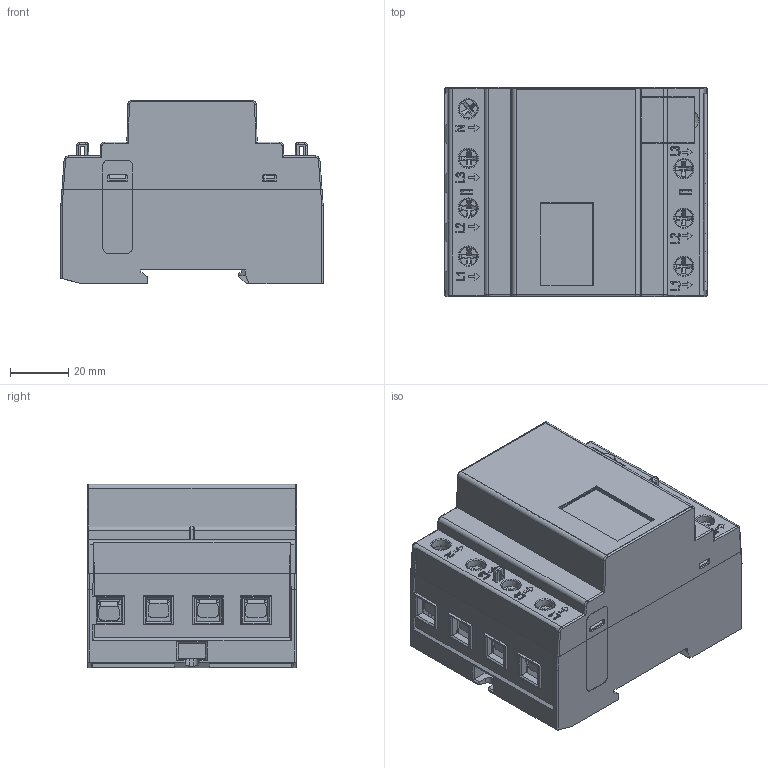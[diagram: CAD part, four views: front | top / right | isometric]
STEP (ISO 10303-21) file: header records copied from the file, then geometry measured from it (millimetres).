
FILE_DESCRIPTION(/* description */ (''),/* implementation_level */ '2;1');
FILE_NAME(/* name */ '3d_DMED311.stp',/* time_stamp */ '2025-02-12T11:11:10+01:00',/* author */ (''),/* organization */ (''),/* preprocessor_version */ 'ST-DEVELOPER v16.7',/* originating_system */ 'SIEMENS PLM Software NX 12.0',/* authorisation */ '');
FILE_SCHEMA (('AUTOMOTIVE_DESIGN { 1 0 10303 214 3 1 1 1 }'));
Products named in the file (1): Pulc05B86B8Ficbe
Bounding box: 90 x 71.7 x 63.1 mm (x, y, z)
Surface area: 63175.5 mm2 (no closed solid volume)
Topology: 0 solids, 57 shells, 1518 faces, 5439 edges, 3957 vertices
Faces by surface type: plane 1095, cylinder 302, torus 56, cone 44, extrusion 12, bspline 9
Full cylindrical faces by diameter (mm): 2.7 x4, 2.9 x8, 3.8 x7, 4.21 x6, 5 x7, 5.5 x8
Entity records: 58239 total; most frequent: CARTESIAN_POINT 12123, DIRECTION 9182, ORIENTED_EDGE 8436, EDGE_CURVE 5296, VECTOR 4216, LINE 4204, VERTEX_POINT 3926, AXIS2_PLACEMENT_3D 2483
